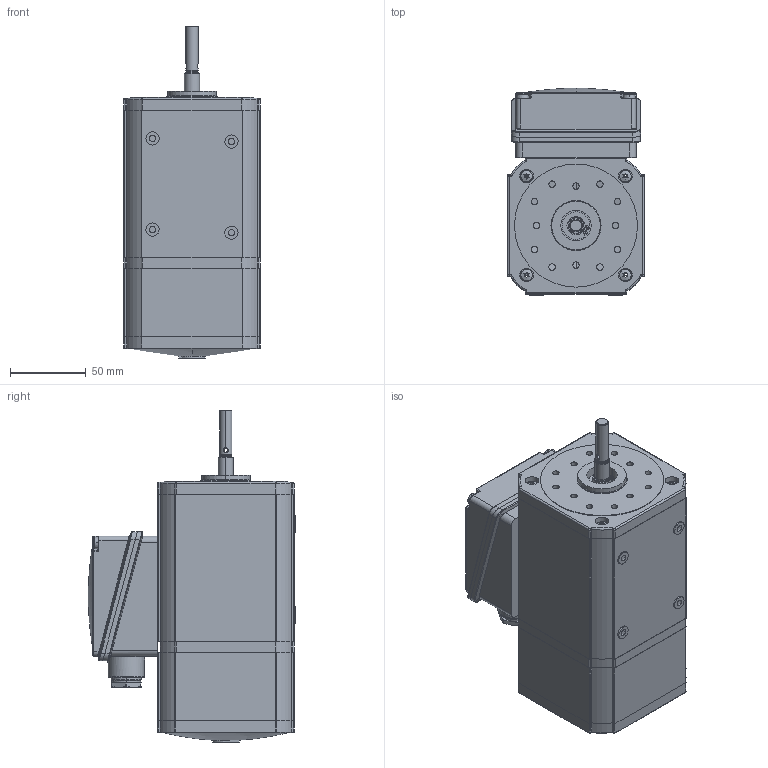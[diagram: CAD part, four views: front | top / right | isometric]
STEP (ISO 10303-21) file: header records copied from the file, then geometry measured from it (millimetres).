
FILE_DESCRIPTION (( 'STEP AP214' ), '1' );
FILE_NAME ('Motor IGK80-40B.STEP', '2014-01-31T11:13:43', ( '' ), ( '' ), 'SwSTEP 2.0', 'SolidWorks 2012', '' );
FILE_SCHEMA (( 'AUTOMOTIVE_DESIGN' ));
Length unit declared in the file: millimetre
Products named in the file (1): Motor IGK80-40B
Bounding box: 90 x 136.5 x 218.5 mm (x, y, z)
Surface area: 113052.4 mm2 (no closed solid volume)
Topology: 0 solids, 37 shells, 776 faces, 2387 edges, 1609 vertices
Faces by surface type: plane 347, cylinder 279, bspline 117, cone 33
Entity records: 49739 total; most frequent: CARTESIAN_POINT 21556, ORIENTED_EDGE 3916, DIRECTION 3734, EDGE_CURVE 2368, VERTEX_POINT 1609, AXIS2_PLACEMENT_3D 1308, LINE 1118, VECTOR 1118
